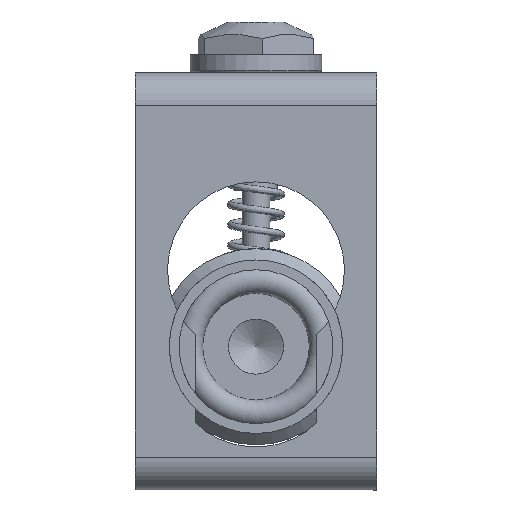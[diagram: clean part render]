
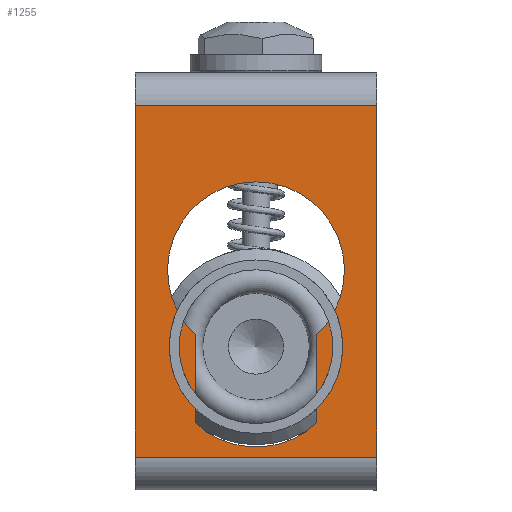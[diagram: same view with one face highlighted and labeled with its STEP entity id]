
A CAD part, front view. The second image highlights one B-rep face of the part: STEP entity #1255.
In plain terms, the highlighted planar face has unit normal (0, -1, 0).
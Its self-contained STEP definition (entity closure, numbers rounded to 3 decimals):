
#92=FACE_BOUND('',#386,.T.);
#146=LINE('',#3095,#210);
#152=LINE('',#3127,#216);
#156=LINE('',#3137,#220);
#166=LINE('',#3166,#230);
#169=LINE('',#3175,#233);
#172=LINE('',#3182,#236);
#210=VECTOR('',#1549,10.);
#216=VECTOR('',#1573,10.);
#220=VECTOR('',#1583,10.);
#230=VECTOR('',#1619,10.);
#233=VECTOR('',#1628,10.);
#236=VECTOR('',#1637,10.);
#292=FACE_OUTER_BOUND('',#385,.T.);
#385=EDGE_LOOP('',(#965,#966,#967,#968));
#386=EDGE_LOOP('',(#969,#970,#971,#972));
#487=CIRCLE('',#1370,8.05);
#488=CIRCLE('',#1373,8.083);
#566=VERTEX_POINT('',#3092);
#567=VERTEX_POINT('',#3094);
#575=VERTEX_POINT('',#3124);
#576=VERTEX_POINT('',#3126);
#586=VERTEX_POINT('',#3168);
#587=VERTEX_POINT('',#3170);
#588=VERTEX_POINT('',#3174);
#589=VERTEX_POINT('',#3178);
#689=EDGE_CURVE('',#567,#566,#146,.T.);
#702=EDGE_CURVE('',#576,#575,#152,.T.);
#708=EDGE_CURVE('',#575,#567,#156,.T.);
#722=EDGE_CURVE('',#566,#576,#166,.T.);
#724=EDGE_CURVE('',#587,#586,#487,.T.);
#726=EDGE_CURVE('',#588,#587,#169,.T.);
#728=EDGE_CURVE('',#589,#588,#488,.T.);
#730=EDGE_CURVE('',#586,#589,#172,.T.);
#965=ORIENTED_EDGE('',*,*,#708,.T.);
#966=ORIENTED_EDGE('',*,*,#689,.T.);
#967=ORIENTED_EDGE('',*,*,#722,.T.);
#968=ORIENTED_EDGE('',*,*,#702,.T.);
#969=ORIENTED_EDGE('',*,*,#724,.T.);
#970=ORIENTED_EDGE('',*,*,#730,.T.);
#971=ORIENTED_EDGE('',*,*,#728,.T.);
#972=ORIENTED_EDGE('',*,*,#726,.T.);
#1118=PLANE('',#1375);
#1255=ADVANCED_FACE('',(#292,#92),#1118,.F.);
#1370=AXIS2_PLACEMENT_3D('',#3171,#1623,#1624);
#1373=AXIS2_PLACEMENT_3D('',#3179,#1632,#1633);
#1375=AXIS2_PLACEMENT_3D('',#3183,#1638,#1639);
#1549=DIRECTION('',(0.,0.,1.));
#1573=DIRECTION('',(0.,0.,-1.));
#1583=DIRECTION('',(1.,0.,0.));
#1619=DIRECTION('',(-1.,0.,0.));
#1623=DIRECTION('center_axis',(0.,1.,0.));
#1624=DIRECTION('ref_axis',(0.689,0.,0.724));
#1628=DIRECTION('',(0.,0.,1.));
#1632=DIRECTION('center_axis',(0.,1.,0.));
#1633=DIRECTION('ref_axis',(-0.687,0.,0.727));
#1637=DIRECTION('',(0.,0.,-1.));
#1638=DIRECTION('center_axis',(0.,1.,0.));
#1639=DIRECTION('ref_axis',(-1.,0.,0.));
#3092=CARTESIAN_POINT('',(11.,6.5,21.957));
#3094=CARTESIAN_POINT('',(11.,6.5,-10.043));
#3095=CARTESIAN_POINT('',(11.,6.5,-13.043));
#3124=CARTESIAN_POINT('',(-11.,6.5,-10.043));
#3126=CARTESIAN_POINT('',(-11.,6.5,21.957));
#3127=CARTESIAN_POINT('',(-11.,6.5,24.957));
#3137=CARTESIAN_POINT('',(5.5,6.5,-10.043));
#3166=CARTESIAN_POINT('',(5.5,6.5,21.957));
#3168=CARTESIAN_POINT('',(5.55,6.5,1.126));
#3170=CARTESIAN_POINT('',(-5.55,6.5,1.126));
#3171=CARTESIAN_POINT('Origin',(0.,6.5,6.957));
#3174=CARTESIAN_POINT('',(-5.55,6.5,-6.919));
#3175=CARTESIAN_POINT('',(-5.55,6.5,3.542));
#3178=CARTESIAN_POINT('',(5.55,6.5,-6.919));
#3179=CARTESIAN_POINT('Origin',(0.,6.5,-1.043));
#3182=CARTESIAN_POINT('',(5.55,6.5,-0.481));
#3183=CARTESIAN_POINT('Origin',(0.,6.5,5.957));
